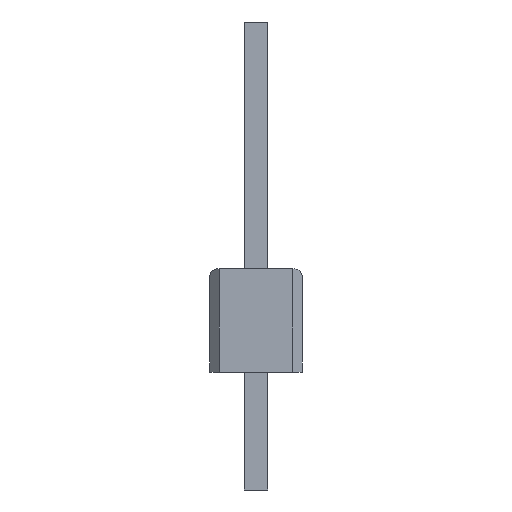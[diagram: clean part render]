
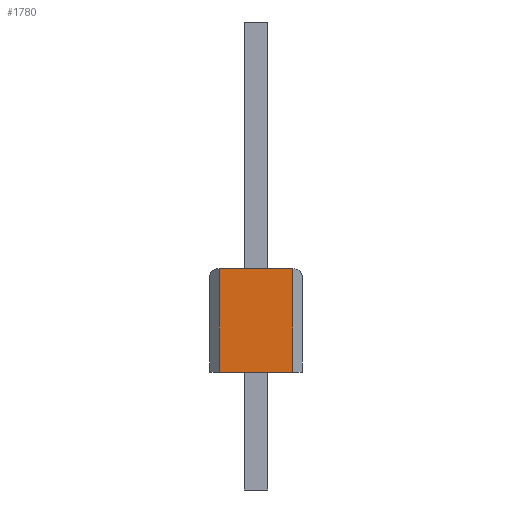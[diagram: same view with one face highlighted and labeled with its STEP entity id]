
A CAD part, left-side view. The second image highlights one B-rep face of the part: STEP entity #1780.
In plain terms, the highlighted planar face has unit normal (-1, 0, 0).
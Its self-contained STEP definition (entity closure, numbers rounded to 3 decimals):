
#134=DIRECTION('',(0.,0.,-1.));
#135=VECTOR('',#134,2.8);
#136=CARTESIAN_POINT('',(-7.62,1.,0.));
#137=LINE('',#136,#135);
#138=DIRECTION('',(0.,-1.,0.));
#139=VECTOR('',#138,2.);
#140=CARTESIAN_POINT('',(-7.62,1.,0.));
#141=LINE('',#140,#139);
#142=DIRECTION('',(0.,0.,-1.));
#143=VECTOR('',#142,2.8);
#144=CARTESIAN_POINT('',(-7.62,-1.,0.));
#145=LINE('',#144,#143);
#154=DIRECTION('',(0.,-1.,0.));
#155=VECTOR('',#154,2.);
#156=CARTESIAN_POINT('',(-7.62,1.,-2.8));
#157=LINE('',#156,#155);
#1534=CARTESIAN_POINT('',(-7.62,1.,0.));
#1535=CARTESIAN_POINT('',(-7.62,-1.,0.));
#1536=VERTEX_POINT('',#1534);
#1537=VERTEX_POINT('',#1535);
#1636=CARTESIAN_POINT('',(-7.62,1.,-2.8));
#1637=VERTEX_POINT('',#1636);
#1638=CARTESIAN_POINT('',(-7.62,-1.,-2.8));
#1639=VERTEX_POINT('',#1638);
#1765=CARTESIAN_POINT('',(-7.62,0.,0.));
#1766=DIRECTION('',(1.,0.,0.));
#1767=DIRECTION('',(0.,0.,-1.));
#1768=AXIS2_PLACEMENT_3D('',#1765,#1766,#1767);
#1769=PLANE('',#1768);
#1771=ORIENTED_EDGE('',*,*,#1770,.F.);
#1773=ORIENTED_EDGE('',*,*,#1772,.F.);
#1775=ORIENTED_EDGE('',*,*,#1774,.T.);
#1777=ORIENTED_EDGE('',*,*,#1776,.T.);
#1778=EDGE_LOOP('',(#1771,#1773,#1775,#1777));
#1779=FACE_OUTER_BOUND('',#1778,.F.);
#1770=EDGE_CURVE('',#1637,#1639,#157,.T.);
#1772=EDGE_CURVE('',#1536,#1637,#137,.T.);
#1774=EDGE_CURVE('',#1536,#1537,#141,.T.);
#1776=EDGE_CURVE('',#1537,#1639,#145,.T.);
#1780=ADVANCED_FACE('',(#1779),#1769,.F.);
